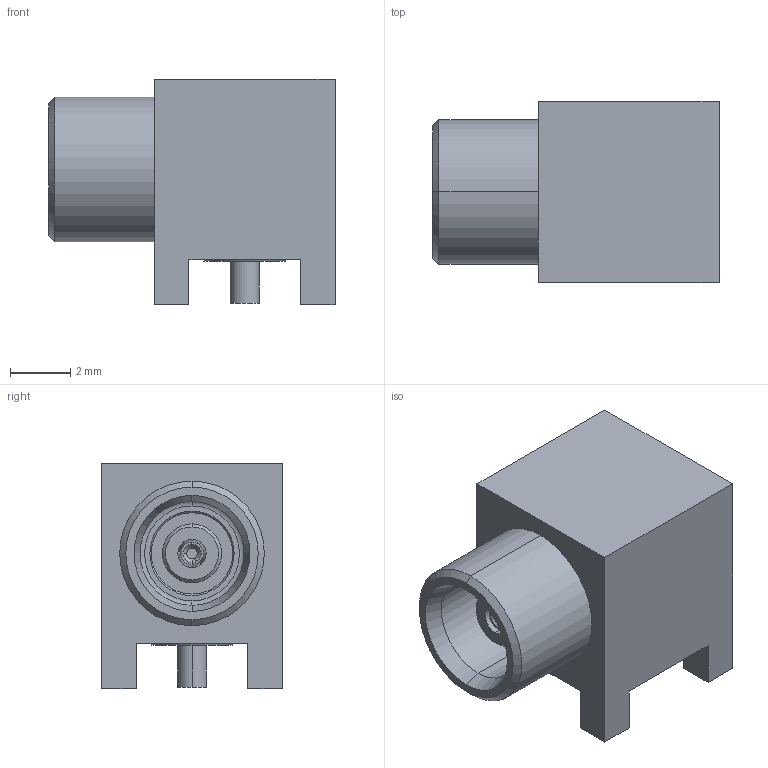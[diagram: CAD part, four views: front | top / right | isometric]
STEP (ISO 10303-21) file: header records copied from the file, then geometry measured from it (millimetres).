
FILE_DESCRIPTION(('STEP AP214'),'1');
FILE_NAME('MCX_conector.stp','2024-03-26T20:43:37',(' '),(' '),'Spatial InterOp 3D',' ',' ');
FILE_SCHEMA(('AUTOMOTIVE_DESIGN { 1 0 10303 214 1 1 1 1 }'));
Length unit declared in the file: metre
Products named in the file (1): Solid
Bounding box: 9.5 x 6 x 7.5 mm (x, y, z)
Volume: 256.3 mm3; surface area: 370.5 mm2
Topology: 1 solids, 1 shells, 80 faces, 190 edges, 120 vertices
Faces by surface type: cone 32, plane 32, cylinder 14, torus 2
Entity records: 2468 total; most frequent: CARTESIAN_POINT 463, DIRECTION 400, ORIENTED_EDGE 380, EDGE_CURVE 190, AXIS2_PLACEMENT_3D 153, VERTEX_POINT 120, LINE 94, VECTOR 94
